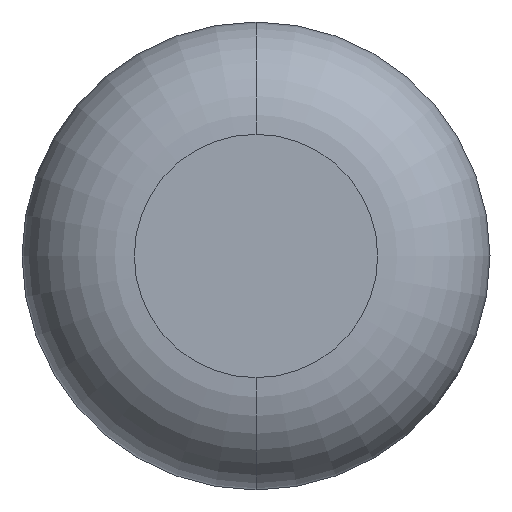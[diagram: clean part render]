
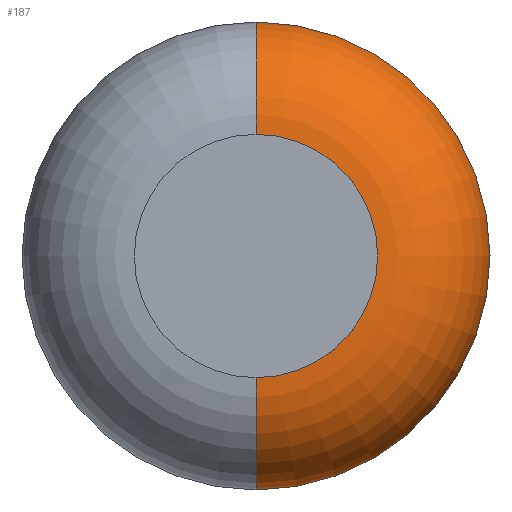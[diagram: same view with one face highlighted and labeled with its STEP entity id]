
A CAD part, front view. The second image highlights one B-rep face of the part: STEP entity #187.
In plain terms, the highlighted toroidal (fillet/blend) face has major radius 1.651 mm and minor radius 1.524 mm.
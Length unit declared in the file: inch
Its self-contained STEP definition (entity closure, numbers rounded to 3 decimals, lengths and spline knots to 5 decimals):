
#40 = DIRECTION ( 'NONE',  ( 0., 0., 1. ) ) ;
#53 = DIRECTION ( 'NONE',  ( -1., 0., 0. ) ) ;
#62 = AXIS2_PLACEMENT_3D ( 'NONE', #252, #164, #497 ) ;
#68 = CIRCLE ( 'NONE', #79, 0.125 ) ;
#69 = EDGE_CURVE ( 'NONE', #448, #512, #68, .T. ) ;
#79 = AXIS2_PLACEMENT_3D ( 'NONE', #364, #320, #456 ) ;
#82 = CARTESIAN_POINT ( 'NONE',  ( 0., 0.06, 0.065 ) ) ;
#102 = VERTEX_POINT ( 'NONE', #111 ) ;
#111 = CARTESIAN_POINT ( 'NONE',  ( 0., 0., 0.065 ) ) ;
#112 = AXIS2_PLACEMENT_3D ( 'NONE', #82, #292, #501 ) ;
#116 = AXIS2_PLACEMENT_3D ( 'NONE', #419, #457, #204 ) ;
#130 = FACE_OUTER_BOUND ( 'NONE', #257, .T. ) ;
#136 = CARTESIAN_POINT ( 'NONE',  ( 0., 0.06, -0.065 ) ) ;
#164 = DIRECTION ( 'NONE',  ( 0., -1., 0. ) ) ;
#183 = VERTEX_POINT ( 'NONE', #385 ) ;
#187 = ADVANCED_FACE ( 'NONE', ( #130 ), #363, .T. ) ;
#204 = DIRECTION ( 'NONE',  ( 0., 0., -1. ) ) ;
#250 = CARTESIAN_POINT ( 'NONE',  ( 0., 0.06, 0.125 ) ) ;
#252 = CARTESIAN_POINT ( 'NONE',  ( 0., 0., 0. ) ) ;
#257 = EDGE_LOOP ( 'NONE', ( #272, #438, #310, #313 ) ) ;
#272 = ORIENTED_EDGE ( 'NONE', *, *, #69, .T. ) ;
#292 = DIRECTION ( 'NONE',  ( 1., 0., 0. ) ) ;
#310 = ORIENTED_EDGE ( 'NONE', *, *, #425, .F. ) ;
#313 = ORIENTED_EDGE ( 'NONE', *, *, #544, .F. ) ;
#320 = DIRECTION ( 'NONE',  ( 0., -1., 0. ) ) ;
#363 = TOROIDAL_SURFACE ( 'NONE', #116, 0.065, 0.06 ) ;
#364 = CARTESIAN_POINT ( 'NONE',  ( 0., 0.06, 0. ) ) ;
#373 = CIRCLE ( 'NONE', #112, 0.06 ) ;
#385 = CARTESIAN_POINT ( 'NONE',  ( 0., 0., -0.065 ) ) ;
#393 = CIRCLE ( 'NONE', #445, 0.06 ) ;
#404 = CIRCLE ( 'NONE', #62, 0.065 ) ;
#419 = CARTESIAN_POINT ( 'NONE',  ( 0., 0.06, 0. ) ) ;
#420 = CARTESIAN_POINT ( 'NONE',  ( 0., 0.06, -0.125 ) ) ;
#425 = EDGE_CURVE ( 'NONE', #183, #102, #404, .T. ) ;
#438 = ORIENTED_EDGE ( 'NONE', *, *, #486, .T. ) ;
#445 = AXIS2_PLACEMENT_3D ( 'NONE', #136, #53, #40 ) ;
#448 = VERTEX_POINT ( 'NONE', #420 ) ;
#456 = DIRECTION ( 'NONE',  ( 0., 0., -1. ) ) ;
#457 = DIRECTION ( 'NONE',  ( 0., -1., 0. ) ) ;
#486 = EDGE_CURVE ( 'NONE', #512, #102, #373, .T. ) ;
#497 = DIRECTION ( 'NONE',  ( 0., 0., -1. ) ) ;
#501 = DIRECTION ( 'NONE',  ( 0., 0., -1. ) ) ;
#512 = VERTEX_POINT ( 'NONE', #250 ) ;
#544 = EDGE_CURVE ( 'NONE', #448, #183, #393, .T. ) ;
